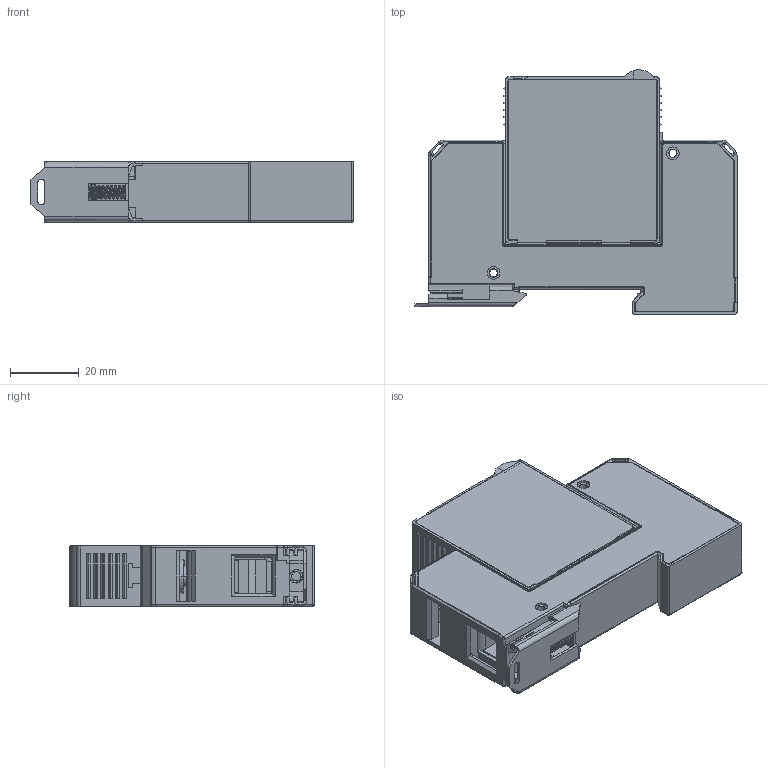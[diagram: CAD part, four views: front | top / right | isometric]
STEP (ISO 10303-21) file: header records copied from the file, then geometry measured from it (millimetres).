
FILE_DESCRIPTION((''),'2;1');
FILE_NAME('PODNOZJE_CM_ASM','2018-09-04T12:37:30',('Sebastjan.kamensek'),('Audax d.o.o.'),'CREO PARAMETRIC BY PTC INC, 2017260','CREO PARAMETRIC BY PTC INC, 2017260','');
FILE_SCHEMA(('AP242_MANAGED_MODEL_BASED_3D_ENGINEERING_MIM_LF { 1 0 10303 442 1 1 4 }'));
Products named in the file (18): OHISJE_PODNOZJA_CM; 122053202_INDIKATOR_PET-KOTNI_Z; POKROV_PODNOZJA_CM; 505500176_OZNACEVALNI_TRAK; 322001103_VSKOCKA_2; 505500135_VZMET_TLACNA_3_9X13; 505500126_KONTAKT; 505500140_NOSILEC_KABLA; 505500132_VIJAK_M6X13_8_PROTEC; OHISJE_MODULA_PROTEC_CM_1-1; LECKA_A; TRAK_OZNACEVALNI_CRN_A; ZVEZDA_PLASTIKA_A; POKROVCEK_PROTEC_A; LISTIC-ZELEN_A; POKROVCEK_PROTEC_B; MODUL_PROTEC_CM_2-0_ASM; PODNOZJE_CM_ASM
Assembly tree (19 placements, depth 3):
  PODNOZJE_CM_ASM
    OHISJE_PODNOZJA_CM
    122053202_INDIKATOR_PET-KOTNI_Z
    POKROV_PODNOZJA_CM
    505500176_OZNACEVALNI_TRAK  x2
    322001103_VSKOCKA_2
    505500135_VZMET_TLACNA_3_9X13
    505500126_KONTAKT
    505500140_NOSILEC_KABLA
    505500132_VIJAK_M6X13_8_PROTEC
    MODUL_PROTEC_CM_2-0_ASM
      OHISJE_MODULA_PROTEC_CM_1-1
      LECKA_A
      TRAK_OZNACEVALNI_CRN_A
      ZVEZDA_PLASTIKA_A
      POKROVCEK_PROTEC_A
      LISTIC-ZELEN_A  x2
      POKROVCEK_PROTEC_B
Bounding box: 93.9 x 71.24 x 17.8 mm (x, y, z)
Volume: 34604.2 mm3; surface area: 59400.9 mm2
Topology: 18 solids, 18 shells, 1641 faces, 4409 edges, 2848 vertices
Faces by surface type: plane 1255, cylinder 328, cone 18, torus 15, bspline 13, sphere 12
Entity records: 68852 total; most frequent: CARTESIAN_POINT 13700, ORIENTED_EDGE 8638, DIRECTION 8124, PRESENTATION_STYLE_ASSIGNMENT 4346, STYLED_ITEM 4335, CURVE_STYLE 4319, EDGE_CURVE 4319, VECTOR 3574
